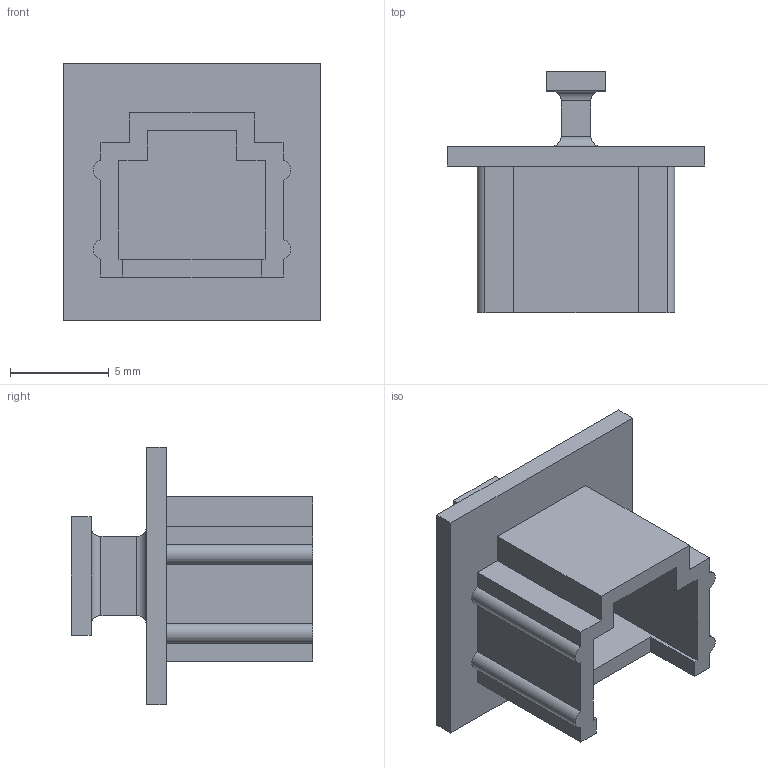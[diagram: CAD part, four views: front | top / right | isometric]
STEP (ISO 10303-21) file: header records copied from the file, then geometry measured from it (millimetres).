
FILE_DESCRIPTION( ( 'Unknown' ), '1' );
FILE_NAME( '726151005.stp', 'Unknown', ( 'Unknown' ), ( 'Unknown' ), 'PSStep 18.0.17', 'Unknown', ' ' );
FILE_SCHEMA( ( 'AUTOMOTIVE_DESIGN { 1 0 10303 214 1 1 1 1 }' ) );
Length unit declared in the file: millimetre
Products named in the file (1): 1
Bounding box: 13 x 12.2 x 13 mm (x, y, z)
Volume: 421 mm3; surface area: 885.5 mm2
Topology: 1 solids, 1 shells, 53 faces, 136 edges, 88 vertices
Faces by surface type: plane 41, cylinder 12
Entity records: 2022 total; most frequent: CARTESIAN_POINT 278, ORIENTED_EDGE 272, DIRECTION 260, EDGE_CURVE 136, LINE 120, VECTOR 120, VERTEX_POINT 88, AXIS2_PLACEMENT_3D 70
